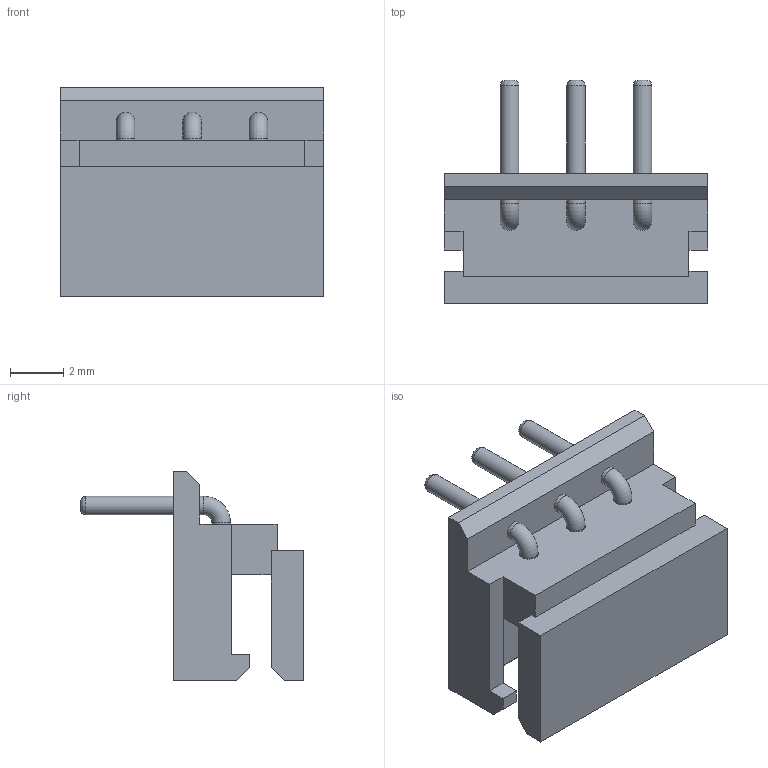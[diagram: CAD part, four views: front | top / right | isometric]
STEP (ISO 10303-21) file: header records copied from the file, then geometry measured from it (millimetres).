
FILE_DESCRIPTION(/* description */ (''),/* implementation_level */ '2;1');
FILE_NAME(/* name */ '22057035wbm000_01_214.stp',/* time_stamp */ '2022-03-14T15:36:58+05:00',/* author */ (''),/* organization */ (''),/* preprocessor_version */ 'ST-DEVELOPER v16.7',/* originating_system */ 'SIEMENS PLM Software NX 1919',/* authorisation */ '');
FILE_SCHEMA (('AUTOMOTIVE_DESIGN { 1 0 10303 214 3 1 1 1 }'));
Length unit declared in the file: millimetre
Products named in the file (1): 22057035wbm000_01
Bounding box: 9.9 x 8.4 x 7.9 mm (x, y, z)
Volume: 173.4 mm3; surface area: 438.3 mm2
Topology: 1 solids, 1 shells, 73 faces, 189 edges, 124 vertices
Faces by surface type: plane 55, cylinder 12, torus 3, bspline 3
Full cylindrical faces by diameter (mm): 0.7 x12
Entity records: 2136 total; most frequent: CARTESIAN_POINT 432, DIRECTION 331, ORIENTED_EDGE 324, EDGE_CURVE 162, LINE 135, VECTOR 135, VERTEX_POINT 115, EDGE_LOOP 103
